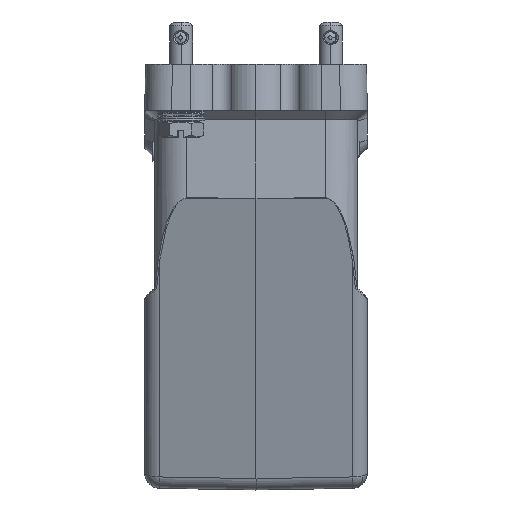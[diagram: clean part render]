
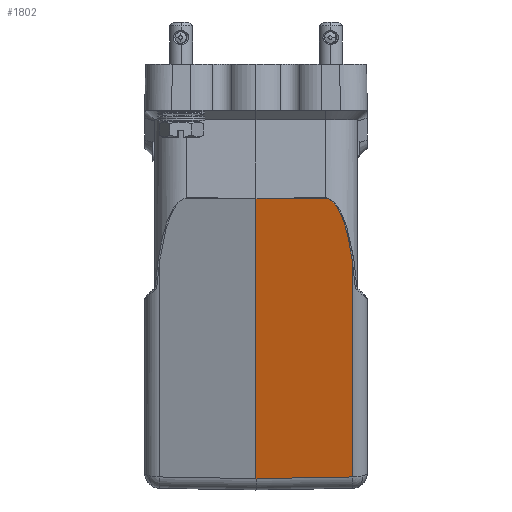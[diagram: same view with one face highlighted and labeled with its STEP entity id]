
A CAD part, left-side view. The second image highlights one B-rep face of the part: STEP entity #1802.
In plain terms, the highlighted planar face has unit normal (-0.966, -0.018, -0.259).
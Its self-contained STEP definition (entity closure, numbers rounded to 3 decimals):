
#944=FACE_OUTER_BOUND('',#3401,.T.);
#1802=ADVANCED_FACE('NONE',(#944),#2421,.F.);
#2421=PLANE('',#15494);
#3401=EDGE_LOOP('',(#7493,#7494,#7495,#7496,#7497));
#4443=B_SPLINE_CURVE_WITH_KNOTS('',3,(#31503,#31504,#31505,#31506,#31507,
#31508,#31509,#31510,#31511,#31512,#31513,#31514,#31515,#31516,#31517,#31518,
#31519,#31520,#31521,#31522),.UNSPECIFIED.,.F.,.F.,(4,2,2,2,2,2,2,2,2,4),
(0.,0.031,0.063,0.125,0.188,
0.25,0.375,0.5,0.75,1.),.UNSPECIFIED.);
#7493=ORIENTED_EDGE('',*,*,#12199,.F.);
#7494=ORIENTED_EDGE('',*,*,#12286,.F.);
#7495=ORIENTED_EDGE('',*,*,#12287,.F.);
#7496=ORIENTED_EDGE('',*,*,#12288,.F.);
#7497=ORIENTED_EDGE('',*,*,#12289,.F.);
#10305=VERTEX_POINT('',#30929);
#10306=VERTEX_POINT('',#30936);
#10369=VERTEX_POINT('',#31502);
#10370=VERTEX_POINT('',#31523);
#10371=VERTEX_POINT('',#31525);
#12199=EDGE_CURVE('NONE',#10306,#10305,#13619,.T.);
#12286=EDGE_CURVE('NONE',#10369,#10306,#13641,.T.);
#12287=EDGE_CURVE('NONE',#10370,#10369,#4443,.T.);
#12288=EDGE_CURVE('NONE',#10371,#10370,#13642,.T.);
#12289=EDGE_CURVE('NONE',#10305,#10371,#13643,.T.);
#13619=LINE('',#30937,#14569);
#13641=LINE('',#31501,#14591);
#13642=LINE('',#31524,#14592);
#13643=LINE('',#31526,#14593);
#14569=VECTOR('',#17782,1.);
#14591=VECTOR('',#17852,1.);
#14592=VECTOR('',#17853,1.);
#14593=VECTOR('',#17854,1.);
#15494=AXIS2_PLACEMENT_3D('',#31527,#17855,#17856);
#17782=DIRECTION('',(-0.013,1.,-0.017));
#17852=DIRECTION('',(0.259,0.,-0.966));
#17853=DIRECTION('',(0.017,-1.,0.002));
#17854=DIRECTION('',(-0.259,0.,0.966));
#17855=DIRECTION('',(0.966,0.017,0.259));
#17856=DIRECTION('',(0.259,0.,-0.966));
#30929=CARTESIAN_POINT('',(-55.43,0.,-70.068));
#30936=CARTESIAN_POINT('',(-55.094,-25.07,-69.63));
#30937=CARTESIAN_POINT('',(-55.09,-25.378,-69.625));
#31501=CARTESIAN_POINT('',(-54.213,-25.07,-72.919));
#31502=CARTESIAN_POINT('',(-70.235,-25.07,-13.123));
#31503=CARTESIAN_POINT('',(-74.668,-18.048,2.946));
#31504=CARTESIAN_POINT('',(-74.664,-18.244,2.946));
#31505=CARTESIAN_POINT('',(-74.654,-18.439,2.92));
#31506=CARTESIAN_POINT('',(-74.62,-18.815,2.818));
#31507=CARTESIAN_POINT('',(-74.597,-18.996,2.744));
#31508=CARTESIAN_POINT('',(-74.515,-19.511,2.474));
#31509=CARTESIAN_POINT('',(-74.444,-19.815,2.229));
#31510=CARTESIAN_POINT('',(-74.289,-20.363,1.687));
#31511=CARTESIAN_POINT('',(-74.204,-20.607,1.388));
#31512=CARTESIAN_POINT('',(-74.029,-21.054,0.763));
#31513=CARTESIAN_POINT('',(-73.938,-21.257,0.437));
#31514=CARTESIAN_POINT('',(-73.659,-21.823,-0.565));
#31515=CARTESIAN_POINT('',(-73.466,-22.142,-1.264));
#31516=CARTESIAN_POINT('',(-73.075,-22.714,-2.686));
#31517=CARTESIAN_POINT('',(-72.876,-22.965,-3.41));
#31518=CARTESIAN_POINT('',(-72.276,-23.647,-5.603));
#31519=CARTESIAN_POINT('',(-71.87,-24.009,-7.093));
#31520=CARTESIAN_POINT('',(-71.055,-24.619,-10.094));
#31521=CARTESIAN_POINT('',(-70.646,-24.866,-11.606));
#31522=CARTESIAN_POINT('',(-70.235,-25.07,-13.123));
#31523=CARTESIAN_POINT('',(-74.668,-18.048,2.946));
#31524=CARTESIAN_POINT('',(-74.983,0.,2.904));
#31525=CARTESIAN_POINT('',(-74.983,0.,2.904));
#31526=CARTESIAN_POINT('',(-54.636,0.,-73.032));
#31527=CARTESIAN_POINT('',(-54.636,0.,-73.032));
